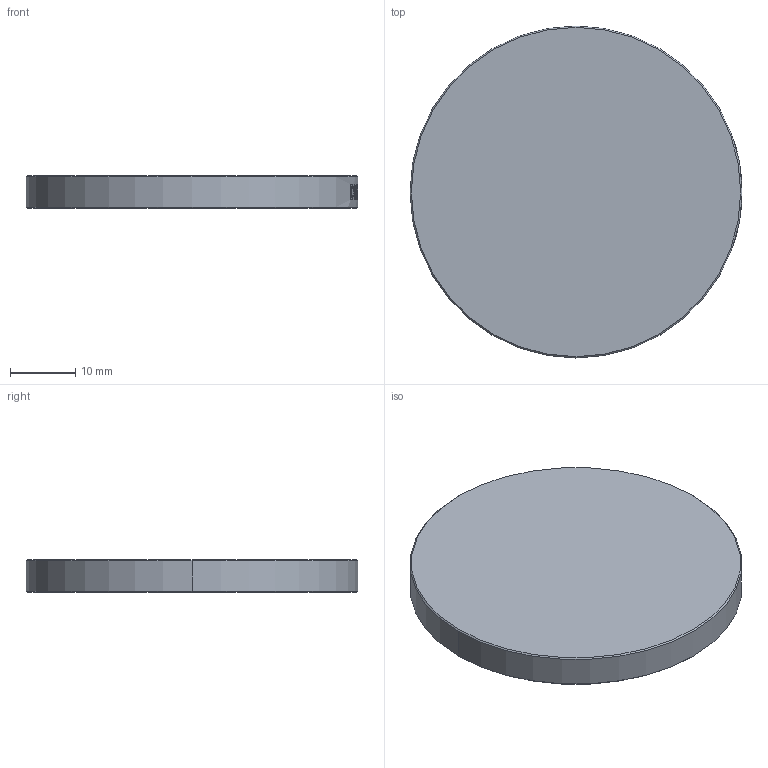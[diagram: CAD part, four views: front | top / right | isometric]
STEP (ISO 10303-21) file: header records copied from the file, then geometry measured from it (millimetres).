
FILE_DESCRIPTION (( 'STEP AP203' ), '1' );
FILE_NAME ('TTN045164-E0W.STEP', '2018-03-26T20:02:31', ( 'admin' ), ( '' ), 'SwSTEP 2.0', 'SolidWorks 2016', '' );
FILE_SCHEMA (( 'CONFIG_CONTROL_DESIGN' ));
Length unit declared in the file: millimetre
Products named in the file (1): TTN045164-E0W
Bounding box: 50.8 x 50.8 x 5 mm (x, y, z)
Volume: 10128.6 mm3; surface area: 4814.2 mm2
Topology: 1 solids, 1 shells, 20 faces, 126 edges, 120 vertices
Faces by surface type: cylinder 14, cone 4, plane 2
Entity records: 2700 total; most frequent: CARTESIAN_POINT 1687, ORIENTED_EDGE 252, DIRECTION 128, EDGE_CURVE 126, VERTEX_POINT 120, B_SPLINE_CURVE_WITH_KNOTS 71, AXIS2_PLACEMENT_3D 52, EDGE_LOOP 32
